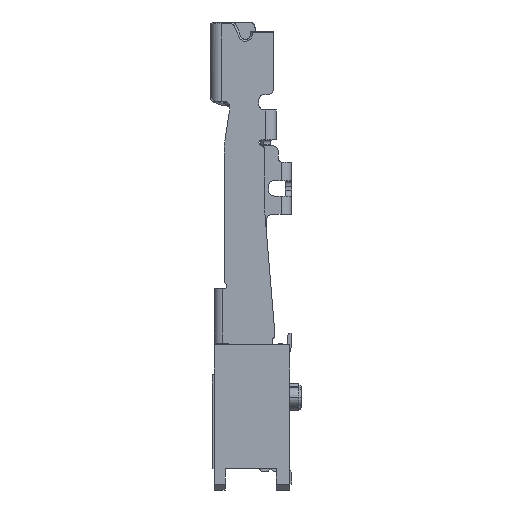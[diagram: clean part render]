
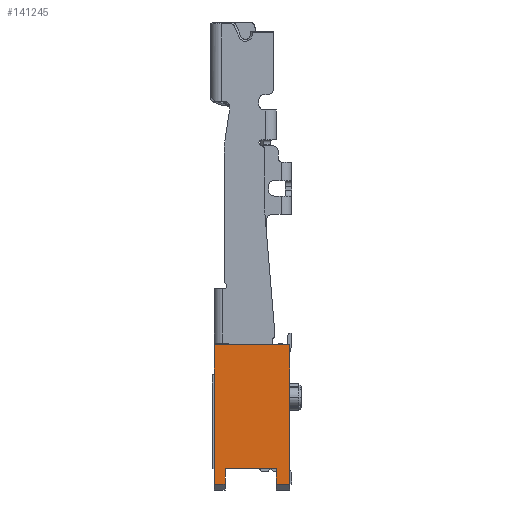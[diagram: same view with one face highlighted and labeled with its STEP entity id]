
A CAD part, left-side view. The second image highlights one B-rep face of the part: STEP entity #141245.
In plain terms, the highlighted planar face has unit normal (-1, 0, 0).
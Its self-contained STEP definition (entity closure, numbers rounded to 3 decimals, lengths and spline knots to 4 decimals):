
#16=DIRECTION('',(0.,-1.,0.));
#17=VECTOR('',#16,0.55);
#18=CARTESIAN_POINT('',(-36.85,4.,-4.5));
#19=LINE('',#18,#17);
#40=DIRECTION('',(0.,0.,1.));
#41=VECTOR('',#40,0.8);
#42=CARTESIAN_POINT('',(-36.85,3.45,-4.5));
#43=LINE('',#42,#41);
#364=DIRECTION('',(0.,-1.,0.));
#365=VECTOR('',#364,2.65);
#366=CARTESIAN_POINT('',(-36.85,3.45,-3.7));
#367=LINE('',#366,#365);
#2073=DIRECTION('',(0.,1.,0.));
#2074=VECTOR('',#2073,3.9);
#2075=CARTESIAN_POINT('',(-36.85,0.1,2.7));
#2076=LINE('',#2075,#2074);
#55352=DIRECTION('',(0.,0.,-1.));
#55353=VECTOR('',#55352,7.2);
#55354=CARTESIAN_POINT('',(-36.85,4.,2.7));
#55355=LINE('',#55354,#55353);
#59617=DIRECTION('',(0.,0.,-1.));
#59618=VECTOR('',#59617,0.8);
#59619=CARTESIAN_POINT('',(-36.85,0.8,-3.7));
#59620=LINE('',#59619,#59618);
#59645=DIRECTION('',(0.,-1.,0.));
#59646=VECTOR('',#59645,0.7);
#59647=CARTESIAN_POINT('',(-36.85,0.8,-4.5));
#59648=LINE('',#59647,#59646);
#59653=DIRECTION('',(0.,0.,1.));
#59654=VECTOR('',#59653,7.2);
#59655=CARTESIAN_POINT('',(-36.85,0.1,-4.5));
#59656=LINE('',#59655,#59654);
#108236=CARTESIAN_POINT('',(-36.85,4.,-4.5));
#108237=CARTESIAN_POINT('',(-36.85,3.45,-4.5));
#108238=VERTEX_POINT('',#108236);
#108239=VERTEX_POINT('',#108237);
#108240=CARTESIAN_POINT('',(-36.85,4.,2.7));
#108241=VERTEX_POINT('',#108240);
#108242=CARTESIAN_POINT('',(-36.85,0.1,2.7));
#108243=VERTEX_POINT('',#108242);
#108244=CARTESIAN_POINT('',(-36.85,0.1,-4.5));
#108245=VERTEX_POINT('',#108244);
#108246=CARTESIAN_POINT('',(-36.85,0.8,-4.5));
#108247=VERTEX_POINT('',#108246);
#108248=CARTESIAN_POINT('',(-36.85,0.8,-3.7));
#108249=VERTEX_POINT('',#108248);
#108250=CARTESIAN_POINT('',(-36.85,3.45,-3.7));
#108251=VERTEX_POINT('',#108250);
#141222=CARTESIAN_POINT('',(-36.85,2.05,-0.9));
#141223=DIRECTION('',(1.,0.,0.));
#141224=DIRECTION('',(0.,0.,-1.));
#141225=AXIS2_PLACEMENT_3D('',#141222,#141223,#141224);
#141226=PLANE('',#141225);
#141228=ORIENTED_EDGE('',*,*,#141227,.F.);
#141230=ORIENTED_EDGE('',*,*,#141229,.F.);
#141232=ORIENTED_EDGE('',*,*,#141231,.F.);
#141234=ORIENTED_EDGE('',*,*,#141233,.F.);
#141236=ORIENTED_EDGE('',*,*,#141235,.F.);
#141238=ORIENTED_EDGE('',*,*,#141237,.F.);
#141240=ORIENTED_EDGE('',*,*,#141239,.F.);
#141242=ORIENTED_EDGE('',*,*,#141241,.F.);
#141243=EDGE_LOOP('',(#141228,#141230,#141232,#141234,#141236,#141238,#141240,
#141242));
#141244=FACE_OUTER_BOUND('',#141243,.F.);
#141245=ADVANCED_FACE('',(#141244),#141226,.F.);
#141227=EDGE_CURVE('',#108238,#108239,#19,.T.);
#141229=EDGE_CURVE('',#108241,#108238,#55355,.T.);
#141231=EDGE_CURVE('',#108243,#108241,#2076,.T.);
#141233=EDGE_CURVE('',#108245,#108243,#59656,.T.);
#141235=EDGE_CURVE('',#108247,#108245,#59648,.T.);
#141237=EDGE_CURVE('',#108249,#108247,#59620,.T.);
#141239=EDGE_CURVE('',#108251,#108249,#367,.T.);
#141241=EDGE_CURVE('',#108239,#108251,#43,.T.);
